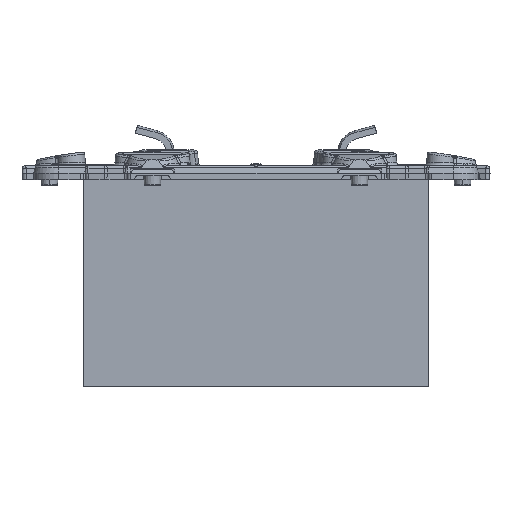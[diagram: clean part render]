
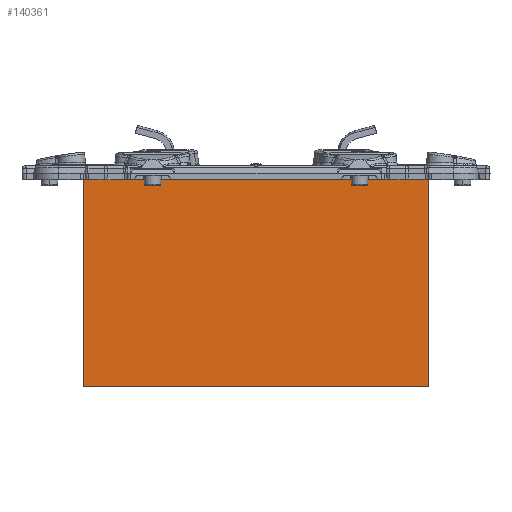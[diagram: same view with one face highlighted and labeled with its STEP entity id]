
A CAD part, left-side view. The second image highlights one B-rep face of the part: STEP entity #140361.
In plain terms, the highlighted planar face has unit normal (-1, 0, 0).
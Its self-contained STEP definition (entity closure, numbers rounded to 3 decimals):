
#140334=AXIS2_PLACEMENT_3D('Plane Axis2P3D',#140331,#140332,#140333) ;
#10204=CARTESIAN_POINT('Vertex',(-27.5,9.38,11.3)) ;
#10211=CARTESIAN_POINT('Vertex',(-27.5,4.117,11.3)) ;
#12244=CARTESIAN_POINT('Line Origine',(-27.5,-11.692,11.3)) ;
#12248=CARTESIAN_POINT('Vertex',(-27.5,-27.5,11.3)) ;
#12284=CARTESIAN_POINT('Vertex',(-27.5,27.5,11.3)) ;
#12287=CARTESIAN_POINT('Line Origine',(-27.5,18.44,11.3)) ;
#140304=CARTESIAN_POINT('Vertex',(-27.5,27.5,-21.7)) ;
#140307=CARTESIAN_POINT('Line Origine',(-27.5,27.5,-5.2)) ;
#140331=CARTESIAN_POINT('Axis2P3D Location',(-27.5,-27.5,11.3)) ;
#140336=CARTESIAN_POINT('Line Origine',(-27.5,0.,-21.7)) ;
#140340=CARTESIAN_POINT('Vertex',(-27.5,-27.5,-21.7)) ;
#140343=CARTESIAN_POINT('Line Origine',(-27.5,-27.5,-5.2)) ;
#140348=CARTESIAN_POINT('Line Origine',(-27.5,6.749,11.3)) ;
#12245=DIRECTION('Vector Direction',(0.,1.,0.)) ;
#12288=DIRECTION('Vector Direction',(0.,1.,0.)) ;
#140308=DIRECTION('Vector Direction',(0.,0.,-1.)) ;
#140332=DIRECTION('Axis2P3D Direction',(-1.,0.,0.)) ;
#140333=DIRECTION('Axis2P3D XDirection',(0.,1.,0.)) ;
#140337=DIRECTION('Vector Direction',(0.,1.,0.)) ;
#140344=DIRECTION('Vector Direction',(0.,0.,-1.)) ;
#140349=DIRECTION('Vector Direction',(0.,1.,0.)) ;
#12246=VECTOR('Line Direction',#12245,1.) ;
#12289=VECTOR('Line Direction',#12288,1.) ;
#140309=VECTOR('Line Direction',#140308,1.) ;
#140338=VECTOR('Line Direction',#140337,1.) ;
#140345=VECTOR('Line Direction',#140344,1.) ;
#140350=VECTOR('Line Direction',#140349,1.) ;
#140354=ORIENTED_EDGE('',*,*,#140342,.T.) ;
#140355=ORIENTED_EDGE('',*,*,#140347,.F.) ;
#140356=ORIENTED_EDGE('',*,*,#12250,.F.) ;
#140357=ORIENTED_EDGE('',*,*,#140352,.F.) ;
#140358=ORIENTED_EDGE('',*,*,#12291,.F.) ;
#140359=ORIENTED_EDGE('',*,*,#140311,.T.) ;
#140361=ADVANCED_FACE('PartBody',(#140360),#140335,.T.) ;
#12250=EDGE_CURVE('',#10212,#12249,#12247,.F.) ;
#12291=EDGE_CURVE('',#12285,#10205,#12290,.F.) ;
#140311=EDGE_CURVE('',#12285,#140305,#140310,.T.) ;
#140342=EDGE_CURVE('',#140305,#140341,#140339,.F.) ;
#140347=EDGE_CURVE('',#12249,#140341,#140346,.T.) ;
#140352=EDGE_CURVE('',#10205,#10212,#140351,.F.) ;
#140353=EDGE_LOOP('',(#140354,#140355,#140356,#140357,#140358,#140359)) ;
#140360=FACE_OUTER_BOUND('',#140353,.T.) ;
#12247=LINE('Line',#12244,#12246) ;
#12290=LINE('Line',#12287,#12289) ;
#140310=LINE('Line',#140307,#140309) ;
#140339=LINE('Line',#140336,#140338) ;
#140346=LINE('Line',#140343,#140345) ;
#140351=LINE('Line',#140348,#140350) ;
#140335=PLANE('',#140334) ;
#10205=VERTEX_POINT('',#10204) ;
#10212=VERTEX_POINT('',#10211) ;
#12249=VERTEX_POINT('',#12248) ;
#12285=VERTEX_POINT('',#12284) ;
#140305=VERTEX_POINT('',#140304) ;
#140341=VERTEX_POINT('',#140340) ;
